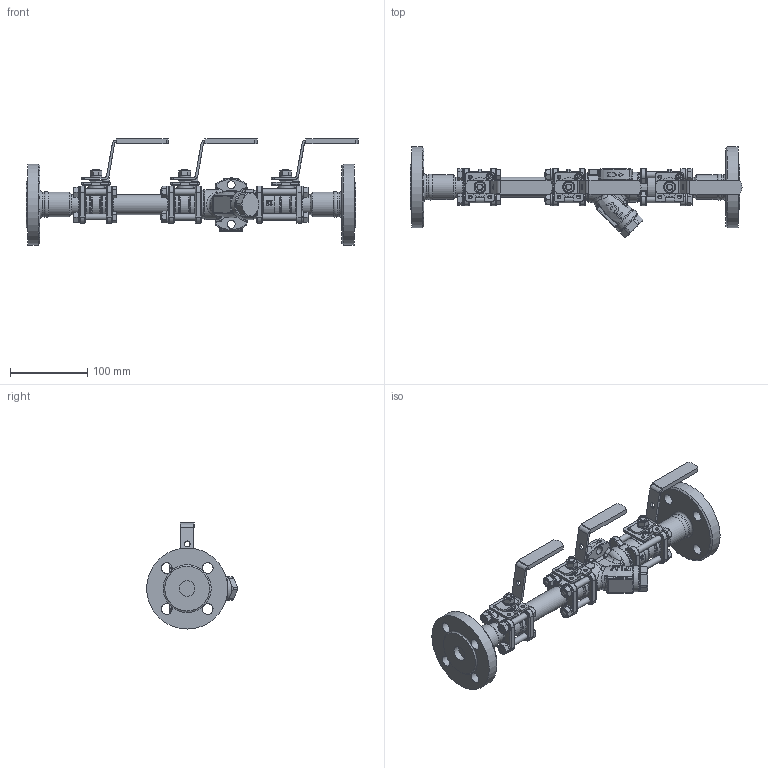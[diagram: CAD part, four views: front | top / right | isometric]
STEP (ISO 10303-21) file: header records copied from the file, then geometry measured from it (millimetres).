
FILE_DESCRIPTION(/* description */ (''),/* implementation_level */ '2;1');
FILE_NAME(/* name */ 'qs10d-020-e0040-00.stp',/* time_stamp */ '2022-05-19T10:43:35+09:00',/* author */ ('mafukuda'),/* organization */ (''),/* preprocessor_version */ 'ST-DEVELOPER v18',/* originating_system */ 'Autodesk Inventor 2020',/* authorisation */ '');
FILE_SCHEMA (('AUTOMOTIVE_DESIGN { 1 0 10303 214 3 1 1 }'));
Products named in the file (1): qs10d-020-e0040
Bounding box: 430 x 117.49 x 137.5 mm (x, y, z)
Volume: 813910.9 mm3; surface area: 172947.1 mm2
Topology: 1 solids, 5 shells, 1812 faces, 4740 edges, 2867 vertices
Faces by surface type: plane 676, cylinder 503, bspline 258, torus 171, cone 162, sphere 42
Full cylindrical faces by diameter (mm): 5 x15, 5.3 x3, 6.647 x8, 7 x1, 7.5 x3, 8 x16, 8.5 x3, 8.7 x19, 9 x3, 10 x3, 10.5 x2, 11.63 x4, 14 x8, 14.9 x3, 16 x4, 20 x2, 24 x1, 24.2 x1, 24.5 x3, 25 x1, 26 x3, 29 x1, 32 x4, 34 x1, 35.6 x1, 37 x8, 39 x1, 105 x2
Entity records: 65015 total; most frequent: CARTESIAN_POINT 21708, ORIENTED_EDGE 9278, DIRECTION 8838, EDGE_CURVE 4639, AXIS2_PLACEMENT_3D 3591, VERTEX_POINT 2867, EDGE_LOOP 1978, FACE_OUTER_BOUND 1812
